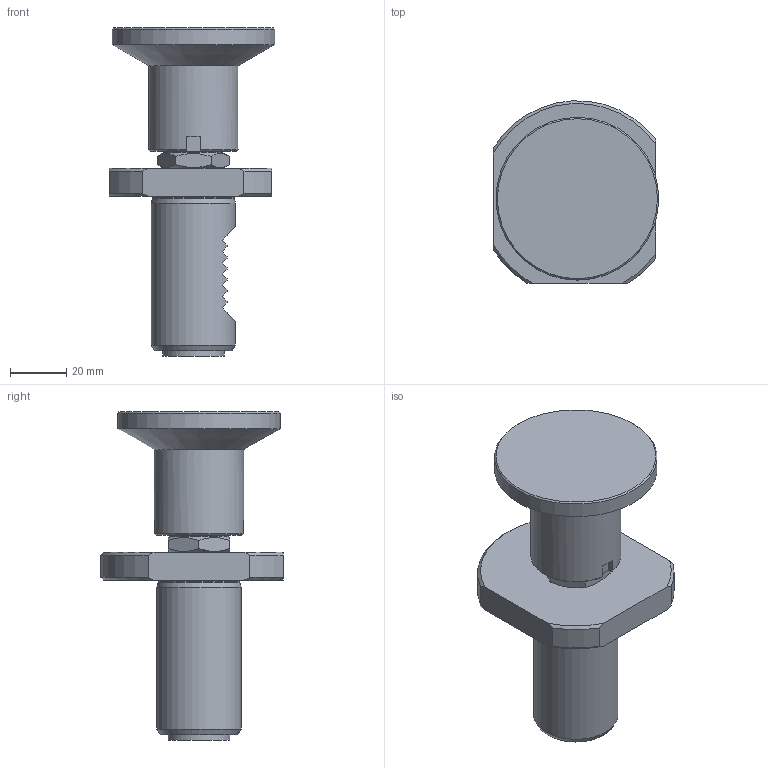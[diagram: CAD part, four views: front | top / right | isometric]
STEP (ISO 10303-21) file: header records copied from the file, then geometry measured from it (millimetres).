
FILE_DESCRIPTION(/* description */ (''),/* implementation_level */ '2;1');
FILE_NAME(/* name */ 'W1300038_C__specification_W1300038_.stp',/* time_stamp */ '2014-05-05T10:04:05+02:00',/* author */ (''),/* organization */ (''),/* preprocessor_version */ 'ST-DEVELOPER v11',/* originating_system */ 'SIEMENS PLM Software NX 7.5',/* authorisation */ '');
FILE_SCHEMA (('AUTOMOTIVE_DESIGN { 1 0 10303 214 1 1 1 1 }'));
Length unit declared in the file: millimetre
Products named in the file (1): hees820535ui
Bounding box: 59 x 64.95 x 117.04 mm (x, y, z)
Volume: 126851.1 mm3; surface area: 24042.8 mm2
Topology: 1 solids, 2 shells, 76 faces, 194 edges, 127 vertices
Faces by surface type: plane 49, cone 14, cylinder 9, torus 4
Full cylindrical faces by diameter (mm): 21 x1, 22 x1, 29.1 x1, 30 x1, 32 x1, 58 x1
Entity records: 2263 total; most frequent: CARTESIAN_POINT 480, DIRECTION 367, ORIENTED_EDGE 346, EDGE_CURVE 173, AXIS2_PLACEMENT_3D 145, VERTEX_POINT 122, EDGE_LOOP 99, LINE 77
